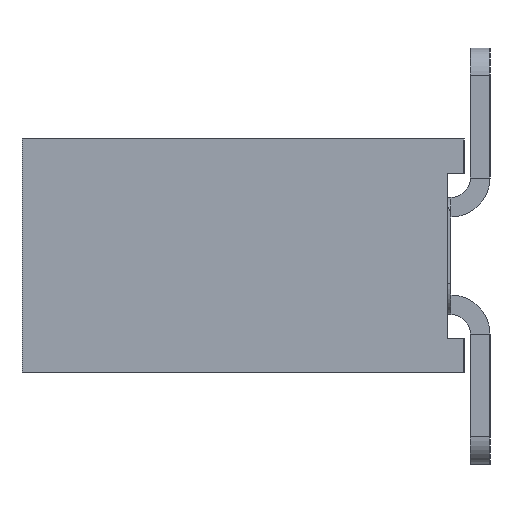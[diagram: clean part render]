
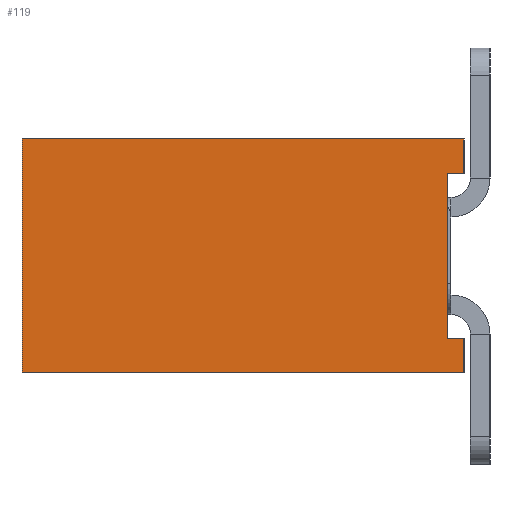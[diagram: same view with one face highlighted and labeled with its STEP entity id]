
A CAD part, left-side view. The second image highlights one B-rep face of the part: STEP entity #119.
In plain terms, the highlighted planar face has unit normal (-1, 0, 0).
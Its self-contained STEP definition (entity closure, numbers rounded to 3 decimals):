
#119=ADVANCED_FACE('',(#727),#728,.T.);
#727=FACE_OUTER_BOUND('',#1948,.T.);
#728=PLANE('',#1949);
#1948=EDGE_LOOP('',(#3179,#3180,#3181,#3182,#3183,#3184,#3185,#3186));
#1949=AXIS2_PLACEMENT_3D('',#3187,#3188,#3189);
#3179=ORIENTED_EDGE('',*,*,#7890,.T.);
#3180=ORIENTED_EDGE('',*,*,#7891,.F.);
#3181=ORIENTED_EDGE('',*,*,#7892,.F.);
#3182=ORIENTED_EDGE('',*,*,#7886,.T.);
#3183=ORIENTED_EDGE('',*,*,#7893,.T.);
#3184=ORIENTED_EDGE('',*,*,#7894,.F.);
#3185=ORIENTED_EDGE('',*,*,#7895,.F.);
#3186=ORIENTED_EDGE('',*,*,#7882,.T.);
#3187=CARTESIAN_POINT('',(-4.01,0.0,-0.9));
#3188=DIRECTION('',(-1.0,0.0,0.0));
#3189=DIRECTION('',(0.0,0.0,1.0));
#7882=EDGE_CURVE('',#9346,#9347,#9348,.T.);
#7886=EDGE_CURVE('',#9354,#9355,#9356,.T.);
#7890=EDGE_CURVE('',#9347,#9362,#9363,.T.);
#7891=EDGE_CURVE('',#9364,#9362,#9365,.T.);
#7892=EDGE_CURVE('',#9354,#9364,#9366,.T.);
#7893=EDGE_CURVE('',#9355,#9367,#9368,.T.);
#7894=EDGE_CURVE('',#9369,#9367,#9370,.T.);
#7895=EDGE_CURVE('',#9346,#9369,#9371,.T.);
#9346=VERTEX_POINT('',#11684);
#9347=VERTEX_POINT('',#11685);
#9348=LINE('',#11686,#11687);
#9354=VERTEX_POINT('',#11696);
#9355=VERTEX_POINT('',#11697);
#9356=LINE('',#11698,#11699);
#9362=VERTEX_POINT('',#11708);
#9363=LINE('',#11709,#11710);
#9364=VERTEX_POINT('',#11711);
#9365=LINE('',#11712,#11713);
#9366=LINE('',#11714,#11715);
#9367=VERTEX_POINT('',#11716);
#9368=LINE('',#11717,#11718);
#9369=VERTEX_POINT('',#11719);
#9370=LINE('',#11720,#11721);
#9371=LINE('',#11722,#11723);
#11684=CARTESIAN_POINT('',(-4.01,0.0,-0.9));
#11685=CARTESIAN_POINT('',(-4.01,0.0,-0.635));
#11686=CARTESIAN_POINT('',(-4.01,0.0,-0.9));
#11687=VECTOR('',#15990,0.265);
#11696=CARTESIAN_POINT('',(-4.01,0.0,0.635));
#11697=CARTESIAN_POINT('',(-4.01,0.0,0.9));
#11698=CARTESIAN_POINT('',(-4.01,0.0,0.635));
#11699=VECTOR('',#15994,0.265);
#11708=CARTESIAN_POINT('',(-4.01,0.125,-0.635));
#11709=CARTESIAN_POINT('',(-4.01,0.0,-0.635));
#11710=VECTOR('',#15998,0.125);
#11711=CARTESIAN_POINT('',(-4.01,0.125,0.635));
#11712=CARTESIAN_POINT('',(-4.01,0.125,0.635));
#11713=VECTOR('',#15999,1.27);
#11714=CARTESIAN_POINT('',(-4.01,0.0,0.635));
#11715=VECTOR('',#16000,0.125);
#11716=CARTESIAN_POINT('',(-4.01,3.4,0.9));
#11717=CARTESIAN_POINT('',(-4.01,0.0,0.9));
#11718=VECTOR('',#16001,3.4);
#11719=CARTESIAN_POINT('',(-4.01,3.4,-0.9));
#11720=CARTESIAN_POINT('',(-4.01,3.4,-0.9));
#11721=VECTOR('',#16002,1.8);
#11722=CARTESIAN_POINT('',(-4.01,0.0,-0.9));
#11723=VECTOR('',#16003,3.4);
#15990=DIRECTION('',(0.0,0.0,1.0));
#15994=DIRECTION('',(0.0,0.0,1.0));
#15998=DIRECTION('',(0.0,1.0,0.0));
#15999=DIRECTION('',(0.0,0.0,-1.0));
#16000=DIRECTION('',(0.0,1.0,0.0));
#16001=DIRECTION('',(0.0,1.0,0.0));
#16002=DIRECTION('',(0.0,0.0,1.0));
#16003=DIRECTION('',(0.0,1.0,0.0));
